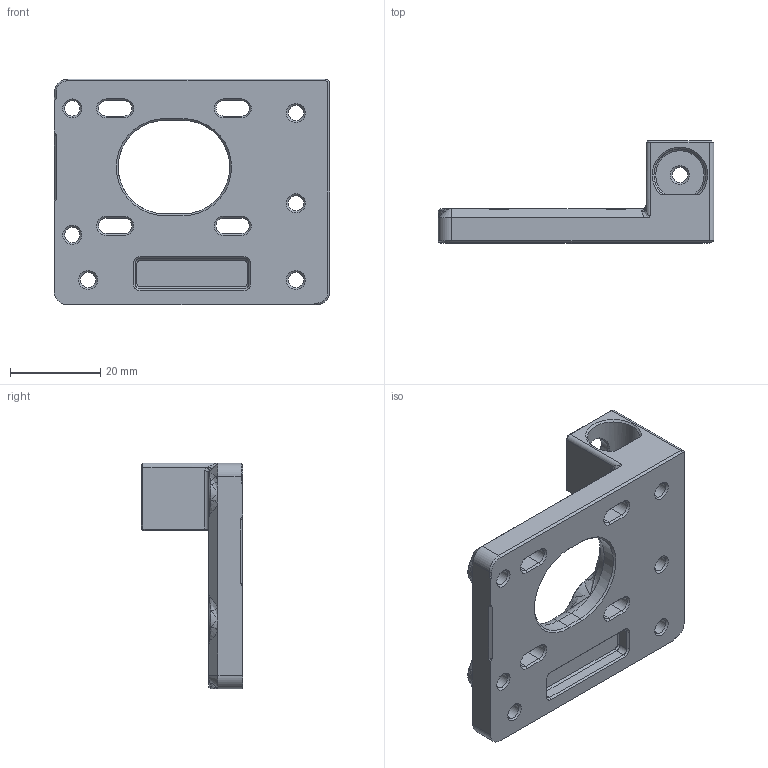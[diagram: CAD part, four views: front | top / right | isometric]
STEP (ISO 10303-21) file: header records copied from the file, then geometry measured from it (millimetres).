
FILE_DESCRIPTION(('FreeCAD Model'),'2;1');
FILE_NAME('Open CASCADE Shape Model','2023-10-27T14:40:00',(''),(''), 'Open CASCADE STEP processor 7.6','FreeCAD','Unknown');
FILE_SCHEMA(('AUTOMOTIVE_DESIGN { 1 0 10303 214 1 1 1 1 }'));
Length unit declared in the file: millimetre
Products named in the file (1): B Drive Frame Upper
Bounding box: 61 x 22.5 x 50 mm (x, y, z)
Volume: 18824.8 mm3; surface area: 9430.6 mm2
Topology: 1 solids, 1 shells, 328 faces, 788 edges, 455 vertices
Faces by surface type: plane 106, cone 86, bspline 73, cylinder 57, torus 6
Full cylindrical faces by diameter (mm): 3.4 x7, 6.2 x3, 6.5 x2, 11.5 x1
Entity records: 16674 total; most frequent: CARTESIAN_POINT 9465, ORIENTED_EDGE 1544, DIRECTION 1404, EDGE_CURVE 772, AXIS2_PLACEMENT_3D 505, VERTEX_POINT 455, LINE 394, VECTOR 394
